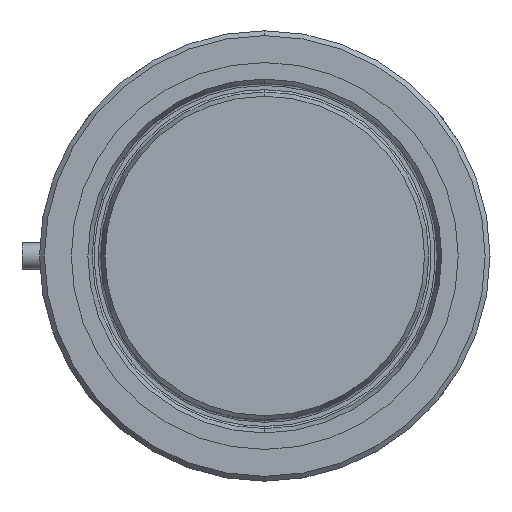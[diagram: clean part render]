
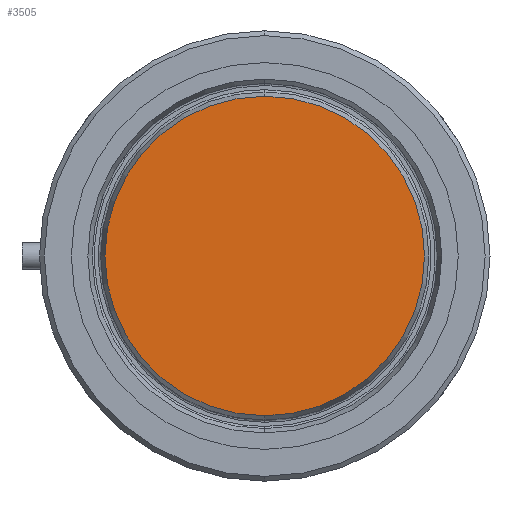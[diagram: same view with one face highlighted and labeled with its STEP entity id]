
A CAD part, left-side view. The second image highlights one B-rep face of the part: STEP entity #3505.
In plain terms, the highlighted planar face has unit normal (-1, 0, 0).
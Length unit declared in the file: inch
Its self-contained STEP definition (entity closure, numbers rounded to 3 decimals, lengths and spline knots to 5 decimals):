
#312 = CARTESIAN_POINT ( 'NONE',  ( -9.75, 0., -6.051 ) ) ;
#340 = DIRECTION ( 'NONE',  ( 0., 0., -1. ) ) ;
#570 = ORIENTED_EDGE ( 'NONE', *, *, #2472, .F. ) ;
#593 = CARTESIAN_POINT ( 'NONE',  ( -9.75, 0., 0. ) ) ;
#1013 = DIRECTION ( 'NONE',  ( 1., 0., 0. ) ) ;
#1074 = CIRCLE ( 'NONE', #3770, 6.051 ) ;
#1138 = CIRCLE ( 'NONE', #2730, 6.051 ) ;
#1140 = CARTESIAN_POINT ( 'NONE',  ( -9.75, 0., 0. ) ) ;
#1356 = VERTEX_POINT ( 'NONE', #312 ) ;
#1707 = DIRECTION ( 'NONE',  ( 0., 0., -1. ) ) ;
#1943 = EDGE_LOOP ( 'NONE', ( #3794, #570 ) ) ;
#2049 = CARTESIAN_POINT ( 'NONE',  ( -9.75, 0., 6.051 ) ) ;
#2472 = EDGE_CURVE ( 'NONE', #3478, #1356, #1138, .T. ) ;
#2730 = AXIS2_PLACEMENT_3D ( 'NONE', #593, #1013, #1707 ) ;
#2848 = DIRECTION ( 'NONE',  ( 0., 0., 1. ) ) ;
#2885 = DIRECTION ( 'NONE',  ( 1., 0., 0. ) ) ;
#3478 = VERTEX_POINT ( 'NONE', #2049 ) ;
#3505 = ADVANCED_FACE ( 'Defeatured_0_26', ( #5421 ), #5355, .T. ) ;
#3523 = EDGE_CURVE ( 'NONE', #1356, #3478, #1074, .T. ) ;
#3770 = AXIS2_PLACEMENT_3D ( 'NONE', #5396, #2885, #340 ) ;
#3794 = ORIENTED_EDGE ( 'NONE', *, *, #3523, .F. ) ;
#4127 = DIRECTION ( 'NONE',  ( -1., 0., 0. ) ) ;
#5107 = AXIS2_PLACEMENT_3D ( 'NONE', #1140, #4127, #2848 ) ;
#5355 = PLANE ( 'NONE',  #5107 ) ;
#5396 = CARTESIAN_POINT ( 'NONE',  ( -9.75, 0., 0. ) ) ;
#5421 = FACE_OUTER_BOUND ( 'NONE', #1943, .T. ) ;
